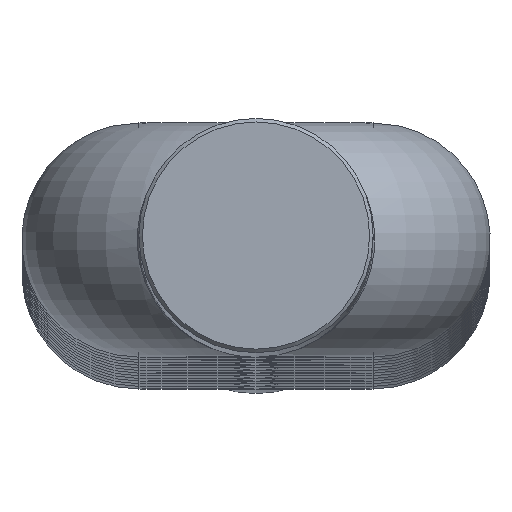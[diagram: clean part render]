
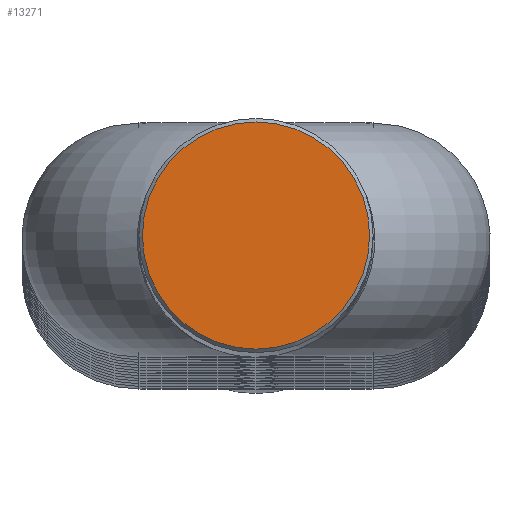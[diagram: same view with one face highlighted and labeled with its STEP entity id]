
A CAD part, top view. The second image highlights one B-rep face of the part: STEP entity #13271.
In plain terms, the highlighted planar face has unit normal (0, 0, 1).
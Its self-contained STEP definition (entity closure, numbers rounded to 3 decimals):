
#1096 = PLANE ( 'NONE',  #15162 ) ;
#2454 = DIRECTION ( 'NONE',  ( 0., 0., 1. ) ) ;
#3631 = CARTESIAN_POINT ( 'NONE',  ( 0., 0., 1000. ) ) ;
#3805 = DIRECTION ( 'NONE',  ( 1., 0., 0. ) ) ;
#4391 = EDGE_CURVE ( 'NONE', #5348, #5348, #4689, .T. ) ;
#4689 = CIRCLE ( 'NONE', #10866, 9.7 ) ;
#5348 = VERTEX_POINT ( 'NONE', #15891 ) ;
#9280 = DIRECTION ( 'NONE',  ( 0., 0., 1. ) ) ;
#10515 = CARTESIAN_POINT ( 'NONE',  ( 0., 0., 1000. ) ) ;
#10866 = AXIS2_PLACEMENT_3D ( 'NONE', #3631, #2454, #3805 ) ;
#11435 = ORIENTED_EDGE ( 'NONE', *, *, #4391, .T. ) ;
#12169 = FACE_OUTER_BOUND ( 'NONE', #16575, .T. ) ;
#13271 = ADVANCED_FACE ( 'NONE', ( #12169 ), #1096, .T. ) ;
#14540 = DIRECTION ( 'NONE',  ( 1., 0., 0. ) ) ;
#15162 = AXIS2_PLACEMENT_3D ( 'NONE', #10515, #9280, #14540 ) ;
#15891 = CARTESIAN_POINT ( 'NONE',  ( 9.7, 0., 1000. ) ) ;
#16575 = EDGE_LOOP ( 'NONE', ( #11435 ) ) ;
